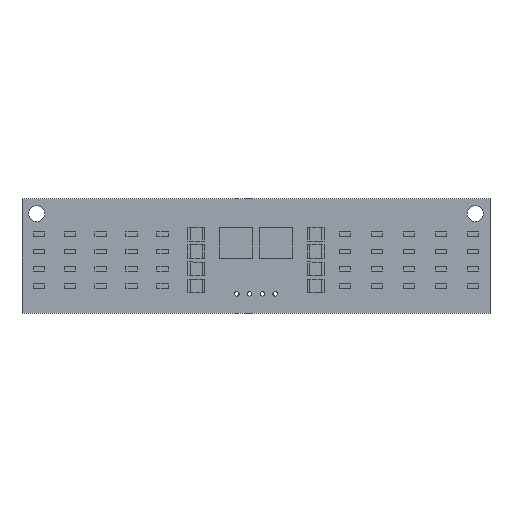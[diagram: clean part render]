
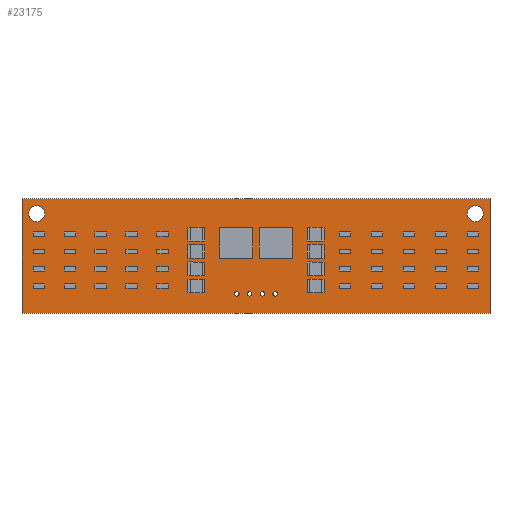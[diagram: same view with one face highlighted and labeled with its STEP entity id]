
A CAD part, top view. The second image highlights one B-rep face of the part: STEP entity #23175.
In plain terms, the highlighted planar face has unit normal (0, 0, 1).
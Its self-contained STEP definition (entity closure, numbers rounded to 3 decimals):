
#22830 = VERTEX_POINT('',#22831);
#22831 = CARTESIAN_POINT('',(76.2,81.28,0.));
#22837 = EDGE_CURVE('',#22830,#22838,#22840,.T.);
#22838 = VERTEX_POINT('',#22839);
#22839 = CARTESIAN_POINT('',(76.2,103.886,0.));
#22840 = LINE('',#22841,#22842);
#22841 = CARTESIAN_POINT('',(76.2,81.28,0.));
#22842 = VECTOR('',#22843,1.);
#22843 = DIRECTION('',(0.,1.,0.));
#22868 = EDGE_CURVE('',#22838,#22869,#22871,.T.);
#22869 = VERTEX_POINT('',#22870);
#22870 = CARTESIAN_POINT('',(168.91,103.886,0.));
#22871 = LINE('',#22872,#22873);
#22872 = CARTESIAN_POINT('',(76.2,103.886,0.));
#22873 = VECTOR('',#22874,1.);
#22874 = DIRECTION('',(1.,0.,0.));
#22899 = EDGE_CURVE('',#22869,#22900,#22902,.T.);
#22900 = VERTEX_POINT('',#22901);
#22901 = CARTESIAN_POINT('',(168.91,81.28,0.));
#22902 = LINE('',#22903,#22904);
#22903 = CARTESIAN_POINT('',(168.91,103.886,0.));
#22904 = VECTOR('',#22905,1.);
#22905 = DIRECTION('',(0.,-1.,0.));
#22930 = EDGE_CURVE('',#22900,#22830,#22931,.T.);
#22931 = LINE('',#22932,#22933);
#22932 = CARTESIAN_POINT('',(168.91,81.28,0.));
#22933 = VECTOR('',#22934,1.);
#22934 = DIRECTION('',(-1.,0.,0.));
#22954 = VERTEX_POINT('',#22955);
#22955 = CARTESIAN_POINT('',(121.735,85.09,0.));
#22961 = EDGE_CURVE('',#22954,#22954,#22962,.T.);
#22962 = CIRCLE('',#22963,0.45);
#22963 = AXIS2_PLACEMENT_3D('',#22964,#22965,#22966);
#22964 = CARTESIAN_POINT('',(121.285,85.09,0.));
#22965 = DIRECTION('',(0.,0.,1.));
#22966 = DIRECTION('',(1.,0.,0.));
#22987 = VERTEX_POINT('',#22988);
#22988 = CARTESIAN_POINT('',(80.721,100.965,0.));
#22994 = EDGE_CURVE('',#22987,#22987,#22995,.T.);
#22995 = CIRCLE('',#22996,1.6);
#22996 = AXIS2_PLACEMENT_3D('',#22997,#22998,#22999);
#22997 = CARTESIAN_POINT('',(79.121,100.965,0.));
#22998 = DIRECTION('',(0.,0.,1.));
#22999 = DIRECTION('',(1.,0.,0.));
#23020 = VERTEX_POINT('',#23021);
#23021 = CARTESIAN_POINT('',(119.195,85.09,0.));
#23027 = EDGE_CURVE('',#23020,#23020,#23028,.T.);
#23028 = CIRCLE('',#23029,0.45);
#23029 = AXIS2_PLACEMENT_3D('',#23030,#23031,#23032);
#23030 = CARTESIAN_POINT('',(118.745,85.09,0.));
#23031 = DIRECTION('',(0.,0.,1.));
#23032 = DIRECTION('',(1.,0.,0.));
#23053 = VERTEX_POINT('',#23054);
#23054 = CARTESIAN_POINT('',(124.275,85.09,0.));
#23060 = EDGE_CURVE('',#23053,#23053,#23061,.T.);
#23061 = CIRCLE('',#23062,0.45);
#23062 = AXIS2_PLACEMENT_3D('',#23063,#23064,#23065);
#23063 = CARTESIAN_POINT('',(123.825,85.09,0.));
#23064 = DIRECTION('',(0.,0.,1.));
#23065 = DIRECTION('',(1.,0.,0.));
#23086 = VERTEX_POINT('',#23087);
#23087 = CARTESIAN_POINT('',(126.815,85.09,0.));
#23093 = EDGE_CURVE('',#23086,#23086,#23094,.T.);
#23094 = CIRCLE('',#23095,0.45);
#23095 = AXIS2_PLACEMENT_3D('',#23096,#23097,#23098);
#23096 = CARTESIAN_POINT('',(126.365,85.09,0.));
#23097 = DIRECTION('',(0.,0.,1.));
#23098 = DIRECTION('',(1.,0.,0.));
#23119 = VERTEX_POINT('',#23120);
#23120 = CARTESIAN_POINT('',(167.589,100.965,0.));
#23126 = EDGE_CURVE('',#23119,#23119,#23127,.T.);
#23127 = CIRCLE('',#23128,1.6);
#23128 = AXIS2_PLACEMENT_3D('',#23129,#23130,#23131);
#23129 = CARTESIAN_POINT('',(165.989,100.965,0.));
#23130 = DIRECTION('',(0.,0.,1.));
#23131 = DIRECTION('',(1.,0.,0.));
#23175 = ADVANCED_FACE('',(#23176,#23182,#23185,#23188,#23191,#23194,
    #23197),#23200,.T.);
#23176 = FACE_BOUND('',#23177,.F.);
#23177 = EDGE_LOOP('',(#23178,#23179,#23180,#23181));
#23178 = ORIENTED_EDGE('',*,*,#22837,.T.);
#23179 = ORIENTED_EDGE('',*,*,#22868,.T.);
#23180 = ORIENTED_EDGE('',*,*,#22899,.T.);
#23181 = ORIENTED_EDGE('',*,*,#22930,.T.);
#23182 = FACE_BOUND('',#23183,.T.);
#23183 = EDGE_LOOP('',(#23184));
#23184 = ORIENTED_EDGE('',*,*,#22961,.F.);
#23185 = FACE_BOUND('',#23186,.T.);
#23186 = EDGE_LOOP('',(#23187));
#23187 = ORIENTED_EDGE('',*,*,#22994,.F.);
#23188 = FACE_BOUND('',#23189,.T.);
#23189 = EDGE_LOOP('',(#23190));
#23190 = ORIENTED_EDGE('',*,*,#23027,.F.);
#23191 = FACE_BOUND('',#23192,.T.);
#23192 = EDGE_LOOP('',(#23193));
#23193 = ORIENTED_EDGE('',*,*,#23060,.F.);
#23194 = FACE_BOUND('',#23195,.T.);
#23195 = EDGE_LOOP('',(#23196));
#23196 = ORIENTED_EDGE('',*,*,#23093,.F.);
#23197 = FACE_BOUND('',#23198,.T.);
#23198 = EDGE_LOOP('',(#23199));
#23199 = ORIENTED_EDGE('',*,*,#23126,.F.);
#23200 = PLANE('',#23201);
#23201 = AXIS2_PLACEMENT_3D('',#23202,#23203,#23204);
#23202 = CARTESIAN_POINT('',(76.2,81.28,0.));
#23203 = DIRECTION('',(0.,0.,1.));
#23204 = DIRECTION('',(1.,0.,0.));
